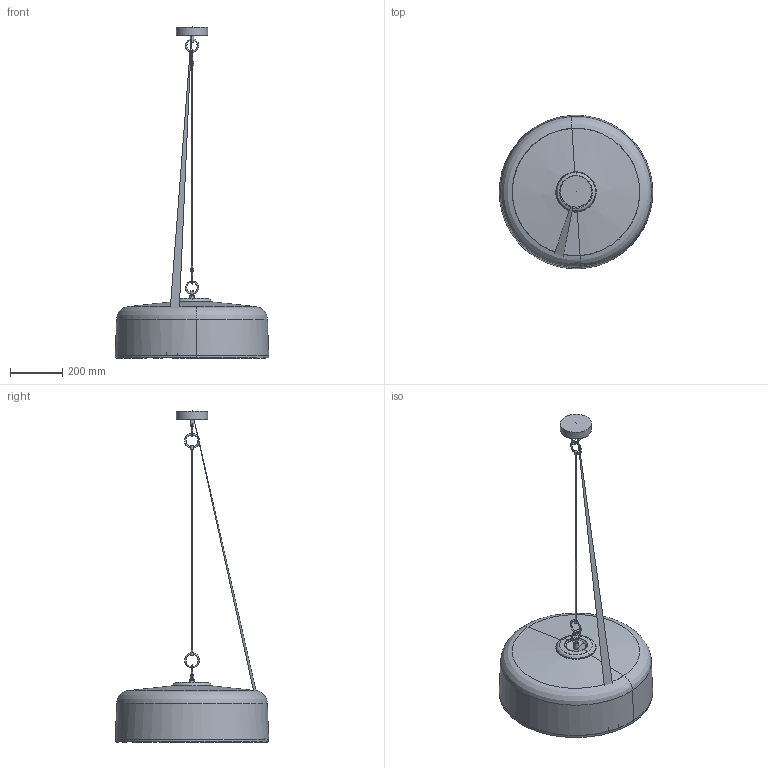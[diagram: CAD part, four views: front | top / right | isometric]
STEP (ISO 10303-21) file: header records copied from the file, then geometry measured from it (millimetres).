
FILE_DESCRIPTION(/* description */ (''),/* implementation_level */ '2;1');
FILE_NAME(/* name */ 'Model 2050',/* time_stamp */ '2023-02-21T15:13:50+01:00',/* author */ (''),/* organization */ (''),/* preprocessor_version */ 'ST-DEVELOPER v16.5',/* originating_system */ '',/* authorisation */ '');
FILE_SCHEMA (('AUTOMOTIVE_DESIGN'));
Length unit declared in the file: millimetre
Products named in the file (1): Document
Bounding box: 589.28 x 589.16 x 1275.09 mm (x, y, z)
Volume: 4119203.3 mm3; surface area: 1829991.1 mm2
Topology: 10 solids, 10 shells, 191 faces, 394 edges, 228 vertices
Faces by surface type: bspline 149, plane 25, cylinder 17
Full cylindrical faces by diameter (mm): 10 x2, 13 x2, 15 x2, 19 x1, 120 x1, 129.5 x1
Entity records: 13801 total; most frequent: CARTESIAN_POINT 11430, ORIENTED_EDGE 788, EDGE_CURVE 394, VERTEX_POINT 228, EDGE_LOOP 208, ADVANCED_FACE 191, FACE_OUTER_BOUND 191, B_SPLINE_CURVE_WITH_KNOTS 95
